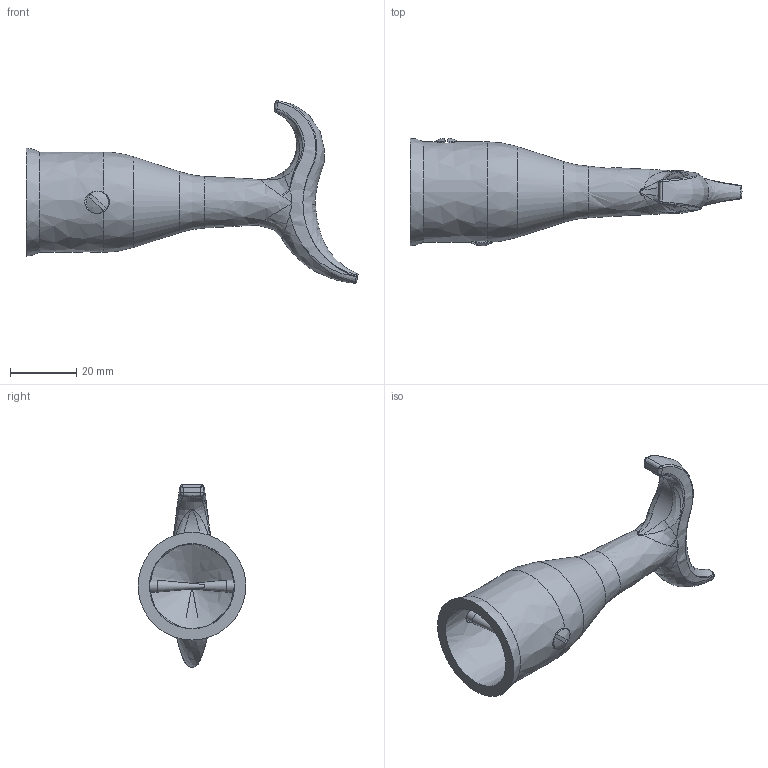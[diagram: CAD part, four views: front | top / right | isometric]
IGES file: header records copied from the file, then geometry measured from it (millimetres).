
Global section: file name: P8623; native system: Autodesk Inventor 2018; preprocessor: unknown; author: ashami; date: 20181002.103630; units: millimetre
Bounding box: 100.21 x 32.49 x 55.04 mm (x, y, z)
Volume: 24493.1 mm3; surface area: 11005.1 mm2
Topology: 3 solids, 3 shells, 83 faces, 245 edges, 159 vertices
Faces by surface type: bspline 83
